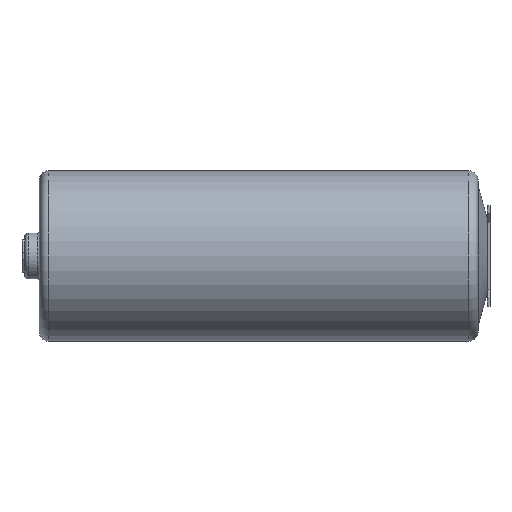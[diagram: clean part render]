
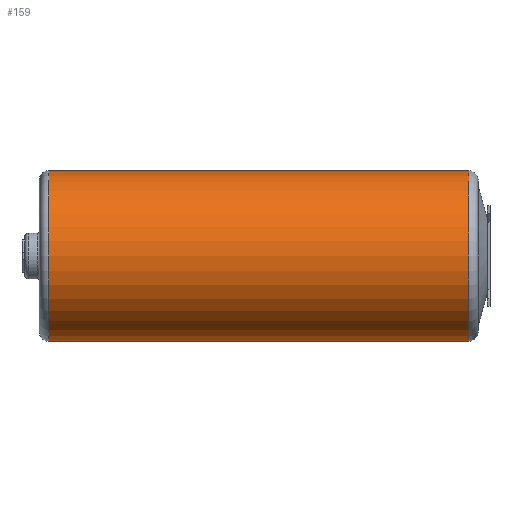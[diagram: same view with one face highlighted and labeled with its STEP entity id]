
A CAD part, front view. The second image highlights one B-rep face of the part: STEP entity #159.
In plain terms, the highlighted cylindrical face has radius 9.3 mm (diameter 18.6 mm), a partial arc.
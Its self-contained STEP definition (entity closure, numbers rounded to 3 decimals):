
#87 = DIRECTION ( 'NONE',  ( 0., 0., 1. ) ) ;
#159 = ADVANCED_FACE ( 'NONE', ( #2775 ), #648, .T. ) ;
#217 = DIRECTION ( 'NONE',  ( 0., 0., 1. ) ) ;
#225 = CARTESIAN_POINT ( 'NONE',  ( 23.24, 0., -9.3 ) ) ;
#276 = VECTOR ( 'NONE', #2688, 1000. ) ;
#338 = CARTESIAN_POINT ( 'NONE',  ( -25.25, 0., 0. ) ) ;
#384 = DIRECTION ( 'NONE',  ( -1., 0., 0. ) ) ;
#539 = VERTEX_POINT ( 'NONE', #2910 ) ;
#549 = EDGE_CURVE ( 'NONE', #1774, #823, #2166, .T. ) ;
#550 = CARTESIAN_POINT ( 'NONE',  ( 23.24, 0., 9.3 ) ) ;
#648 = CYLINDRICAL_SURFACE ( 'NONE', #2107, 9.3 ) ;
#671 = VECTOR ( 'NONE', #384, 1000. ) ;
#748 = LINE ( 'NONE', #1082, #671 ) ;
#757 = CIRCLE ( 'NONE', #1579, 9.3 ) ;
#823 = VERTEX_POINT ( 'NONE', #1213 ) ;
#868 = EDGE_LOOP ( 'NONE', ( #2823, #1975, #1375, #1586 ) ) ;
#1017 = CARTESIAN_POINT ( 'NONE',  ( -25.25, 0., 9.3 ) ) ;
#1082 = CARTESIAN_POINT ( 'NONE',  ( -25.25, 0., -9.3 ) ) ;
#1097 = CARTESIAN_POINT ( 'NONE',  ( -22.65, 0., 0. ) ) ;
#1213 = CARTESIAN_POINT ( 'NONE',  ( -22.65, 0., 9.3 ) ) ;
#1335 = DIRECTION ( 'NONE',  ( 0., 0., 1. ) ) ;
#1375 = ORIENTED_EDGE ( 'NONE', *, *, #549, .T. ) ;
#1579 = AXIS2_PLACEMENT_3D ( 'NONE', #1097, #2763, #1335 ) ;
#1586 = ORIENTED_EDGE ( 'NONE', *, *, #1886, .F. ) ;
#1643 = DIRECTION ( 'NONE',  ( -1., 0., 0. ) ) ;
#1774 = VERTEX_POINT ( 'NONE', #550 ) ;
#1779 = AXIS2_PLACEMENT_3D ( 'NONE', #3071, #1643, #217 ) ;
#1785 = DIRECTION ( 'NONE',  ( -1., 0., 0. ) ) ;
#1886 = EDGE_CURVE ( 'NONE', #539, #823, #757, .T. ) ;
#1975 = ORIENTED_EDGE ( 'NONE', *, *, #2597, .T. ) ;
#2107 = AXIS2_PLACEMENT_3D ( 'NONE', #338, #1785, #87 ) ;
#2166 = LINE ( 'NONE', #1017, #276 ) ;
#2490 = EDGE_CURVE ( 'NONE', #2786, #539, #748, .T. ) ;
#2597 = EDGE_CURVE ( 'NONE', #2786, #1774, #3042, .T. ) ;
#2688 = DIRECTION ( 'NONE',  ( -1., 0., 0. ) ) ;
#2763 = DIRECTION ( 'NONE',  ( -1., 0., 0. ) ) ;
#2775 = FACE_OUTER_BOUND ( 'NONE', #868, .T. ) ;
#2786 = VERTEX_POINT ( 'NONE', #225 ) ;
#2823 = ORIENTED_EDGE ( 'NONE', *, *, #2490, .F. ) ;
#2910 = CARTESIAN_POINT ( 'NONE',  ( -22.65, 0., -9.3 ) ) ;
#3042 = CIRCLE ( 'NONE', #1779, 9.3 ) ;
#3071 = CARTESIAN_POINT ( 'NONE',  ( 23.24, 0., 0. ) ) ;
